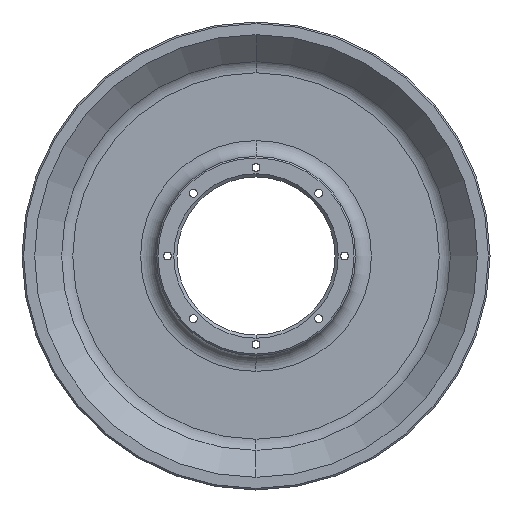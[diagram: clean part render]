
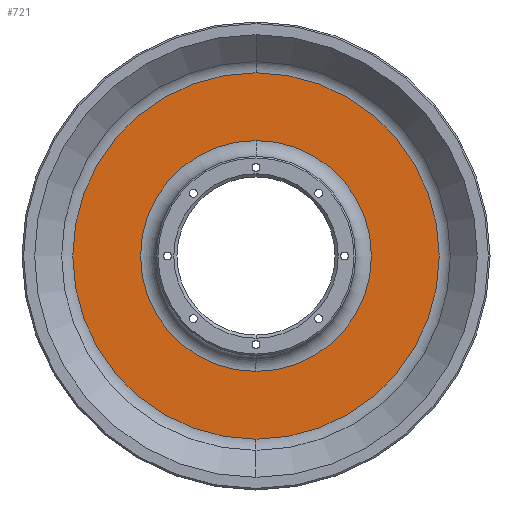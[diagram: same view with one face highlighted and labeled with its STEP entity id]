
A CAD part, left-side view. The second image highlights one B-rep face of the part: STEP entity #721.
In plain terms, the highlighted planar face has unit normal (-1, 0, 0).
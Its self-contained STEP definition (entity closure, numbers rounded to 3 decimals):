
#26 = VERTEX_POINT ( 'NONE', #1330 ) ;
#86 = DIRECTION ( 'NONE',  ( 0., 0., 1. ) ) ;
#168 = DIRECTION ( 'NONE',  ( -1., 0., 0. ) ) ;
#190 = CIRCLE ( 'NONE', #1130, 73. ) ;
#199 = ORIENTED_EDGE ( 'NONE', *, *, #605, .F. ) ;
#203 = EDGE_LOOP ( 'NONE', ( #1393, #402 ) ) ;
#244 = PLANE ( 'NONE',  #1474 ) ;
#294 = DIRECTION ( 'NONE',  ( 0., 0., 1. ) ) ;
#311 = CARTESIAN_POINT ( 'NONE',  ( 29., 0., 0. ) ) ;
#348 = CARTESIAN_POINT ( 'NONE',  ( 29., 0., -73. ) ) ;
#384 = ORIENTED_EDGE ( 'NONE', *, *, #1556, .F. ) ;
#398 = EDGE_LOOP ( 'NONE', ( #384, #199 ) ) ;
#402 = ORIENTED_EDGE ( 'NONE', *, *, #1332, .T. ) ;
#436 = AXIS2_PLACEMENT_3D ( 'NONE', #1211, #699, #86 ) ;
#482 = DIRECTION ( 'NONE',  ( 1., 0., 0. ) ) ;
#539 = DIRECTION ( 'NONE',  ( 0., 0., 1. ) ) ;
#594 = FACE_OUTER_BOUND ( 'NONE', #203, .T. ) ;
#605 = EDGE_CURVE ( 'NONE', #688, #26, #617, .T. ) ;
#617 = CIRCLE ( 'NONE', #436, 73. ) ;
#688 = VERTEX_POINT ( 'NONE', #348 ) ;
#699 = DIRECTION ( 'NONE',  ( -1., 0., 0. ) ) ;
#721 = ADVANCED_FACE ( 'NONE', ( #1219, #594 ), #244, .F. ) ;
#778 = CARTESIAN_POINT ( 'NONE',  ( 29., 0., 0. ) ) ;
#842 = AXIS2_PLACEMENT_3D ( 'NONE', #778, #168, #294 ) ;
#859 = CARTESIAN_POINT ( 'NONE',  ( 29., 115.858, 0. ) ) ;
#897 = CIRCLE ( 'NONE', #1192, 115.858 ) ;
#898 = DIRECTION ( 'NONE',  ( -1., 0., 0. ) ) ;
#946 = DIRECTION ( 'NONE',  ( -1., 0., 0. ) ) ;
#978 = CARTESIAN_POINT ( 'NONE',  ( 29., 0., -115.858 ) ) ;
#994 = DIRECTION ( 'NONE',  ( 0., 0., -1. ) ) ;
#1000 = CIRCLE ( 'NONE', #842, 115.858 ) ;
#1130 = AXIS2_PLACEMENT_3D ( 'NONE', #311, #946, #1438 ) ;
#1165 = CARTESIAN_POINT ( 'NONE',  ( 29., 0., 0. ) ) ;
#1192 = AXIS2_PLACEMENT_3D ( 'NONE', #1165, #898, #539 ) ;
#1211 = CARTESIAN_POINT ( 'NONE',  ( 29., 0., 0. ) ) ;
#1219 = FACE_BOUND ( 'NONE', #398, .T. ) ;
#1246 = VERTEX_POINT ( 'NONE', #1599 ) ;
#1294 = VERTEX_POINT ( 'NONE', #978 ) ;
#1330 = CARTESIAN_POINT ( 'NONE',  ( 29., 0., 73. ) ) ;
#1332 = EDGE_CURVE ( 'NONE', #1294, #1246, #1000, .T. ) ;
#1391 = EDGE_CURVE ( 'NONE', #1246, #1294, #897, .T. ) ;
#1393 = ORIENTED_EDGE ( 'NONE', *, *, #1391, .T. ) ;
#1438 = DIRECTION ( 'NONE',  ( 0., 0., 1. ) ) ;
#1474 = AXIS2_PLACEMENT_3D ( 'NONE', #859, #482, #994 ) ;
#1556 = EDGE_CURVE ( 'NONE', #26, #688, #190, .T. ) ;
#1599 = CARTESIAN_POINT ( 'NONE',  ( 29., 0., 115.858 ) ) ;
